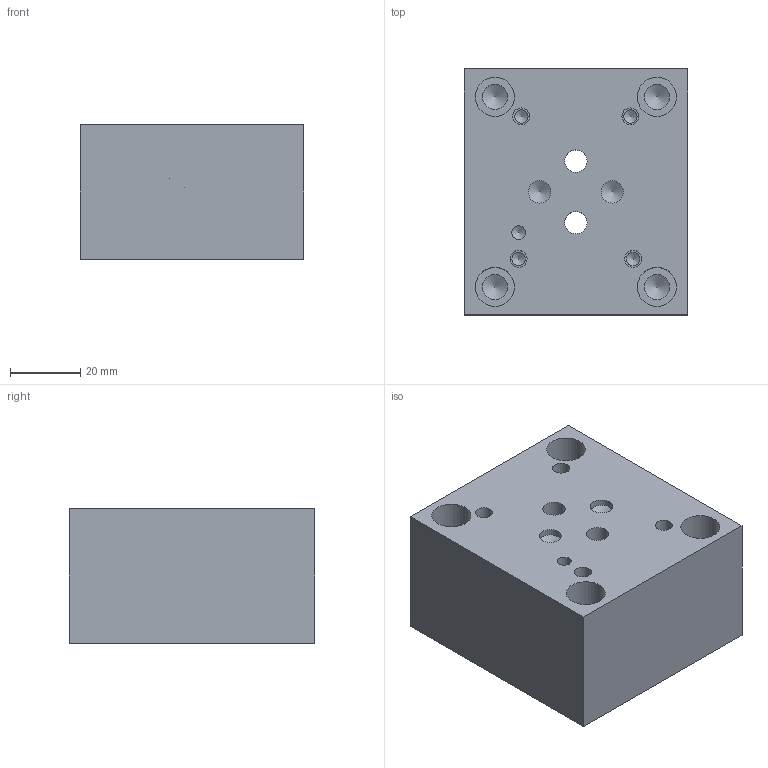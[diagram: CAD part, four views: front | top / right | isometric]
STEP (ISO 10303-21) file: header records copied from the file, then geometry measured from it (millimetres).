
FILE_DESCRIPTION(/* description */ (''),/* implementation_level */ '2;1');
FILE_NAME(/* name */ '_D03D1D04VAAB.stp',/* time_stamp */ '2020-09-24T14:13:43-04:00',/* author */ ('DEVONN'),/* organization */ (''),/* preprocessor_version */ 'ST-DEVELOPER v17',/* originating_system */ 'Autodesk Inventor 2019',/* authorisation */ '');
FILE_SCHEMA (('AUTOMOTIVE_DESIGN { 1 0 10303 214 3 1 1 }'));
Length unit declared in the file: millimetre
Products named in the file (1): Part_DD03D1D04VAAB.B01730R3_3D
Bounding box: 63.5 x 69.85 x 38.1 mm (x, y, z)
Volume: 159170.1 mm3; surface area: 24178.5 mm2
Topology: 1 solids, 1 shells, 425 faces, 1162 edges, 787 vertices
Faces by surface type: plane 283, bspline 90, cylinder 34, cone 18
Full cylindrical faces by diameter (mm): 3.785 x4, 3.962 x1, 4.826 x4, 6.35 x5, 7.137 x8, 9.525 x2, 11.125 x4, 14.275 x6
Entity records: 14173 total; most frequent: CARTESIAN_POINT 3527, ORIENTED_EDGE 2288, DIRECTION 1759, EDGE_CURVE 1144, LINE 841, VECTOR 841, VERTEX_POINT 787, EDGE_LOOP 495
